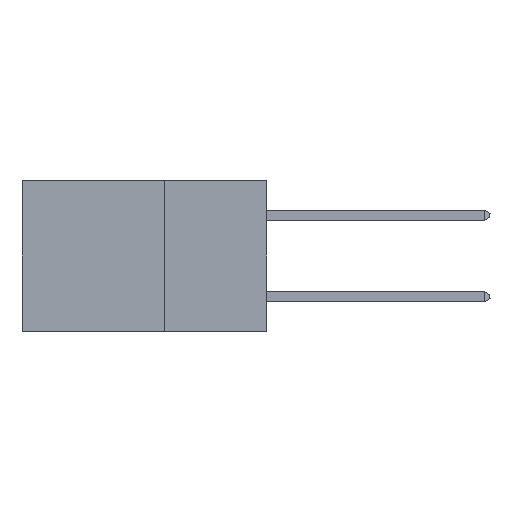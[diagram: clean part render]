
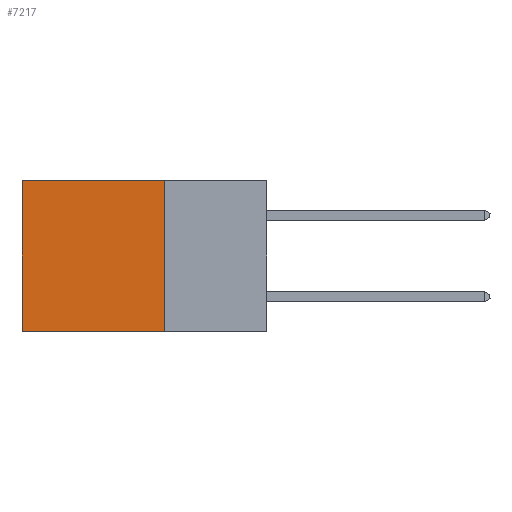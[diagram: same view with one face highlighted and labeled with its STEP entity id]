
A CAD part, left-side view. The second image highlights one B-rep face of the part: STEP entity #7217.
In plain terms, the highlighted planar face has unit normal (-1, 0, 0).
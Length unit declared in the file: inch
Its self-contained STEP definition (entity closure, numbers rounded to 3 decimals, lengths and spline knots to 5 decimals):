
#71 = VERTEX_POINT ( 'NONE', #25486 ) ;
#100 = AXIS2_PLACEMENT_3D ( 'NONE', #15428, #2186, #17615 ) ;
#1988 = VECTOR ( 'NONE', #7834, 39.37008 ) ;
#2186 = DIRECTION ( 'NONE',  ( 1., 0., 0. ) ) ;
#2684 = LINE ( 'NONE', #3409, #1988 ) ;
#2838 = EDGE_CURVE ( 'NONE', #27842, #27755, #2684, .T. ) ;
#3409 = CARTESIAN_POINT ( 'NONE',  ( 0.2875, 0.25, 0. ) ) ;
#3655 = CARTESIAN_POINT ( 'NONE',  ( 0.2875, 0.25, -0.37 ) ) ;
#4199 = ORIENTED_EDGE ( 'NONE', *, *, #7762, .T. ) ;
#4296 = VERTEX_POINT ( 'NONE', #25600 ) ;
#5277 = EDGE_CURVE ( 'NONE', #27842, #71, #24086, .T. ) ;
#6522 = CARTESIAN_POINT ( 'NONE',  ( 0.2875, 0.25, 0. ) ) ;
#6985 = EDGE_CURVE ( 'NONE', #27755, #4296, #27349, .T. ) ;
#7138 = CARTESIAN_POINT ( 'NONE',  ( 0.2875, 0.25, -0.37 ) ) ;
#7217 = ADVANCED_FACE ( 'NONE', ( #24969 ), #8742, .F. ) ;
#7239 = EDGE_LOOP ( 'NONE', ( #4199, #8370, #8212, #16784 ) ) ;
#7762 = EDGE_CURVE ( 'NONE', #71, #4296, #16480, .T. ) ;
#7834 = DIRECTION ( 'NONE',  ( 0., 0., -1. ) ) ;
#8212 = ORIENTED_EDGE ( 'NONE', *, *, #2838, .F. ) ;
#8370 = ORIENTED_EDGE ( 'NONE', *, *, #6985, .F. ) ;
#8742 = PLANE ( 'NONE',  #100 ) ;
#9282 = VECTOR ( 'NONE', #16867, 39.37008 ) ;
#10552 = DIRECTION ( 'NONE',  ( 0., 0., -1. ) ) ;
#10610 = VECTOR ( 'NONE', #10552, 39.37008 ) ;
#15428 = CARTESIAN_POINT ( 'NONE',  ( 0.2875, 0.25, 0. ) ) ;
#16480 = LINE ( 'NONE', #27963, #10610 ) ;
#16784 = ORIENTED_EDGE ( 'NONE', *, *, #5277, .T. ) ;
#16867 = DIRECTION ( 'NONE',  ( 0., 1., 0. ) ) ;
#17615 = DIRECTION ( 'NONE',  ( 0., 0., -1. ) ) ;
#19707 = DIRECTION ( 'NONE',  ( 0., 1., 0. ) ) ;
#24086 = LINE ( 'NONE', #6522, #24762 ) ;
#24762 = VECTOR ( 'NONE', #19707, 39.37008 ) ;
#24909 = CARTESIAN_POINT ( 'NONE',  ( 0.2875, 0.25, 0. ) ) ;
#24969 = FACE_OUTER_BOUND ( 'NONE', #7239, .T. ) ;
#25486 = CARTESIAN_POINT ( 'NONE',  ( 0.2875, 0.6, 0. ) ) ;
#25600 = CARTESIAN_POINT ( 'NONE',  ( 0.2875, 0.6, -0.37 ) ) ;
#27349 = LINE ( 'NONE', #3655, #9282 ) ;
#27755 = VERTEX_POINT ( 'NONE', #7138 ) ;
#27842 = VERTEX_POINT ( 'NONE', #24909 ) ;
#27963 = CARTESIAN_POINT ( 'NONE',  ( 0.2875, 0.6, 0. ) ) ;
